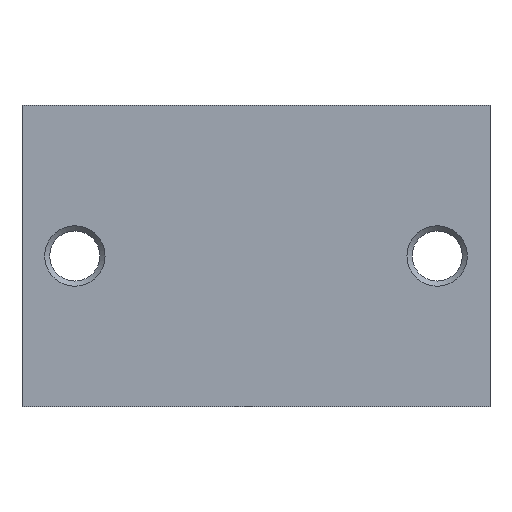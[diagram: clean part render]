
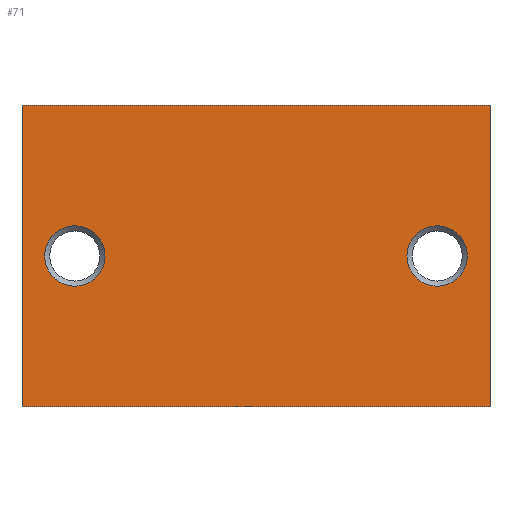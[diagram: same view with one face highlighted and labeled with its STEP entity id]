
A CAD part, front view. The second image highlights one B-rep face of the part: STEP entity #71.
In plain terms, the highlighted planar face has unit normal (0, -1, 0).
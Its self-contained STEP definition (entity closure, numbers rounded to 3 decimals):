
#71 = ADVANCED_FACE( '', ( #154, #155, #156 ), #157, .F. );
#154 = FACE_BOUND( '', #237, .T. );
#155 = FACE_OUTER_BOUND( '', #238, .T. );
#156 = FACE_BOUND( '', #239, .T. );
#157 = PLANE( '', #240 );
#237 = EDGE_LOOP( '', ( #364 ) );
#238 = EDGE_LOOP( '', ( #365, #366, #367, #368 ) );
#239 = EDGE_LOOP( '', ( #369 ) );
#240 = AXIS2_PLACEMENT_3D( '', #370, #371, #372 );
#364 = ORIENTED_EDGE( '', *, *, #403, .F. );
#365 = ORIENTED_EDGE( '', *, *, #419, .T. );
#366 = ORIENTED_EDGE( '', *, *, #444, .F. );
#367 = ORIENTED_EDGE( '', *, *, #434, .F. );
#368 = ORIENTED_EDGE( '', *, *, #407, .T. );
#369 = ORIENTED_EDGE( '', *, *, #445, .F. );
#370 = CARTESIAN_POINT( '', ( -31., 0., 40. ) );
#371 = DIRECTION( '', ( 0., 1., 0. ) );
#372 = DIRECTION( '', ( 0., 0., 1. ) );
#403 = EDGE_CURVE( '', #457, #457, #458, .T. );
#407 = EDGE_CURVE( '', #465, #463, #466, .T. );
#419 = EDGE_CURVE( '', #463, #484, #486, .T. );
#434 = EDGE_CURVE( '', #465, #507, #508, .T. );
#444 = EDGE_CURVE( '', #507, #484, #521, .T. );
#445 = EDGE_CURVE( '', #522, #522, #523, .T. );
#457 = VERTEX_POINT( '', #536 );
#458 = CIRCLE( '', #537, 4. );
#463 = VERTEX_POINT( '', #542 );
#465 = VERTEX_POINT( '', #545 );
#466 = LINE( '', #546, #547 );
#484 = VERTEX_POINT( '', #633 );
#486 = LINE( '', #636, #637 );
#507 = VERTEX_POINT( '', #664 );
#508 = LINE( '', #665, #666 );
#521 = LINE( '', #680, #681 );
#522 = VERTEX_POINT( '', #682 );
#523 = CIRCLE( '', #683, 4. );
#536 = CARTESIAN_POINT( '', ( 24., 0., 16. ) );
#537 = AXIS2_PLACEMENT_3D( '', #696, #697, #698 );
#542 = CARTESIAN_POINT( '', ( -31., 0., 0. ) );
#545 = CARTESIAN_POINT( '', ( -31., 0., 40. ) );
#546 = CARTESIAN_POINT( '', ( -31., 0., 40. ) );
#547 = VECTOR( '', #703, 1000. );
#633 = CARTESIAN_POINT( '', ( 31., 0., 0. ) );
#636 = CARTESIAN_POINT( '', ( -31., 0., 0. ) );
#637 = VECTOR( '', #716, 1000. );
#664 = CARTESIAN_POINT( '', ( 31., 0., 40. ) );
#665 = CARTESIAN_POINT( '', ( -31., 0., 40. ) );
#666 = VECTOR( '', #732, 1000. );
#680 = CARTESIAN_POINT( '', ( 31., 0., 40. ) );
#681 = VECTOR( '', #743, 1000. );
#682 = CARTESIAN_POINT( '', ( -24., 0., 16. ) );
#683 = AXIS2_PLACEMENT_3D( '', #744, #745, #746 );
#696 = CARTESIAN_POINT( '', ( 24., 0., 20. ) );
#697 = DIRECTION( '', ( 0., -1., 0. ) );
#698 = DIRECTION( '', ( 0., 0., -1. ) );
#703 = DIRECTION( '', ( 0., 0., -1. ) );
#716 = DIRECTION( '', ( 1., 0., 0. ) );
#732 = DIRECTION( '', ( 1., 0., 0. ) );
#743 = DIRECTION( '', ( 0., 0., -1. ) );
#744 = CARTESIAN_POINT( '', ( -24., 0., 20. ) );
#745 = DIRECTION( '', ( 0., -1., 0. ) );
#746 = DIRECTION( '', ( 0., 0., -1. ) );
